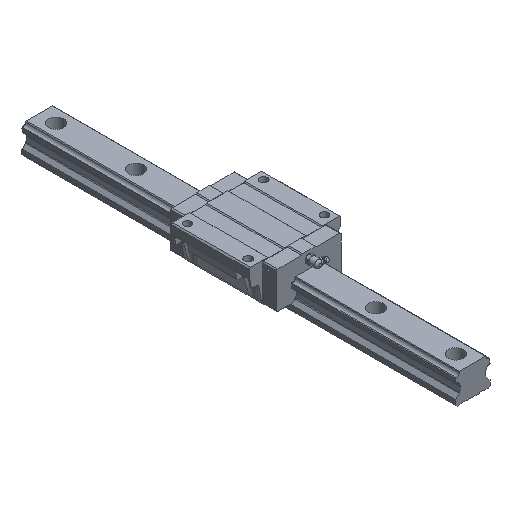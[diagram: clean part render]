
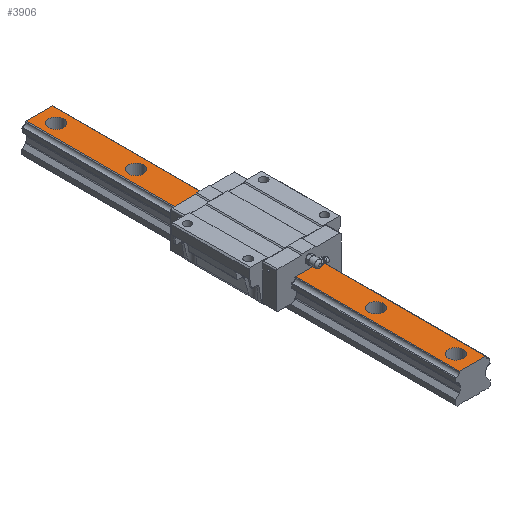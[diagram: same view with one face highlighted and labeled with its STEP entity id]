
A CAD part, isometric view. The second image highlights one B-rep face of the part: STEP entity #3906.
In plain terms, the highlighted planar face has unit normal (0, 0, 1).
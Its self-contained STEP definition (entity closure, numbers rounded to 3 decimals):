
#172=LINE('',#6909,#504);
#173=LINE('',#6913,#505);
#174=LINE('',#6915,#506);
#175=LINE('',#6917,#507);
#504=VECTOR('',#5735,1000.);
#505=VECTOR('',#5740,1000.);
#506=VECTOR('',#5741,1000.);
#507=VECTOR('',#5742,1000.);
#797=PLANE('',#5171);
#1043=ORIENTED_EDGE('',*,*,#2046,.T.);
#1044=ORIENTED_EDGE('',*,*,#2050,.T.);
#1045=ORIENTED_EDGE('',*,*,#2054,.T.);
#1046=ORIENTED_EDGE('',*,*,#2058,.T.);
#1047=ORIENTED_EDGE('',*,*,#2062,.T.);
#1048=ORIENTED_EDGE('',*,*,#2143,.T.);
#1049=ORIENTED_EDGE('',*,*,#2144,.F.);
#1050=ORIENTED_EDGE('',*,*,#2142,.F.);
#1051=ORIENTED_EDGE('',*,*,#2145,.T.);
#1052=ORIENTED_EDGE('',*,*,#2146,.T.);
#2046=EDGE_CURVE('',#2616,#2616,#3009,.T.);
#2050=EDGE_CURVE('',#2620,#2620,#3013,.T.);
#2054=EDGE_CURVE('',#2624,#2624,#3017,.T.);
#2058=EDGE_CURVE('',#2628,#2628,#3021,.T.);
#2062=EDGE_CURVE('',#2632,#2632,#3025,.T.);
#2142=EDGE_CURVE('',#2687,#2686,#172,.T.);
#2143=EDGE_CURVE('',#2688,#2688,#3043,.T.);
#2144=EDGE_CURVE('',#2686,#2689,#173,.T.);
#2145=EDGE_CURVE('',#2687,#2690,#174,.T.);
#2146=EDGE_CURVE('',#2690,#2689,#175,.T.);
#2616=VERTEX_POINT('',#6704);
#2620=VERTEX_POINT('',#6715);
#2624=VERTEX_POINT('',#6726);
#2628=VERTEX_POINT('',#6737);
#2632=VERTEX_POINT('',#6748);
#2686=VERTEX_POINT('',#6906);
#2687=VERTEX_POINT('',#6908);
#2688=VERTEX_POINT('',#6912);
#2689=VERTEX_POINT('',#6914);
#2690=VERTEX_POINT('',#6916);
#3009=CIRCLE('',#5099,10.);
#3013=CIRCLE('',#5106,10.);
#3017=CIRCLE('',#5113,10.);
#3021=CIRCLE('',#5120,10.);
#3025=CIRCLE('',#5127,10.);
#3043=CIRCLE('',#5172,10.);
#3248=EDGE_LOOP('',(#1043));
#3249=EDGE_LOOP('',(#1044));
#3250=EDGE_LOOP('',(#1045));
#3251=EDGE_LOOP('',(#1046));
#3252=EDGE_LOOP('',(#1047));
#3253=EDGE_LOOP('',(#1048));
#3254=EDGE_LOOP('',(#1049,#1050,#1051,#1052));
#3545=FACE_BOUND('',#3248,.T.);
#3546=FACE_BOUND('',#3249,.T.);
#3547=FACE_BOUND('',#3250,.T.);
#3548=FACE_BOUND('',#3251,.T.);
#3549=FACE_BOUND('',#3252,.T.);
#3550=FACE_BOUND('',#3253,.T.);
#3551=FACE_BOUND('',#3254,.T.);
#3906=ADVANCED_FACE('',(#3545,#3546,#3547,#3548,#3549,#3550,#3551),#797,
 .T.);
#5099=AXIS2_PLACEMENT_3D('',#6703,#5529,#5530);
#5106=AXIS2_PLACEMENT_3D('',#6714,#5543,#5544);
#5113=AXIS2_PLACEMENT_3D('',#6725,#5557,#5558);
#5120=AXIS2_PLACEMENT_3D('',#6736,#5571,#5572);
#5127=AXIS2_PLACEMENT_3D('',#6747,#5585,#5586);
#5171=AXIS2_PLACEMENT_3D('',#6910,#5736,#5737);
#5172=AXIS2_PLACEMENT_3D('',#6911,#5738,#5739);
#5529=DIRECTION('',(0.,0.,-1.));
#5530=DIRECTION('',(1.,0.,0.));
#5543=DIRECTION('',(0.,0.,-1.));
#5544=DIRECTION('',(1.,0.,0.));
#5557=DIRECTION('',(0.,0.,-1.));
#5558=DIRECTION('',(1.,0.,0.));
#5571=DIRECTION('',(0.,0.,-1.));
#5572=DIRECTION('',(1.,0.,0.));
#5585=DIRECTION('',(0.,0.,-1.));
#5586=DIRECTION('',(1.,0.,0.));
#5735=DIRECTION('',(0.,1.,0.));
#5736=DIRECTION('',(0.,0.,1.));
#5737=DIRECTION('',(1.,0.,0.));
#5738=DIRECTION('',(0.,0.,-1.));
#5739=DIRECTION('',(1.,0.,0.));
#5740=DIRECTION('',(1.,0.,0.));
#5741=DIRECTION('',(1.,0.,0.));
#5742=DIRECTION('',(0.,1.,0.));
#6703=CARTESIAN_POINT('',(0.,-262.5,38.));
#6704=CARTESIAN_POINT('',(10.,-262.5,38.));
#6714=CARTESIAN_POINT('',(0.,-157.5,38.));
#6715=CARTESIAN_POINT('',(10.,-157.5,38.));
#6725=CARTESIAN_POINT('',(0.,-52.5,38.));
#6726=CARTESIAN_POINT('',(10.,-52.5,38.));
#6736=CARTESIAN_POINT('',(0.,52.5,38.));
#6737=CARTESIAN_POINT('',(10.,52.5,38.));
#6747=CARTESIAN_POINT('',(0.,157.5,38.));
#6748=CARTESIAN_POINT('',(10.,157.5,38.));
#6906=CARTESIAN_POINT('',(-17.148,285.,38.));
#6908=CARTESIAN_POINT('',(-17.148,-285.,38.));
#6909=CARTESIAN_POINT('',(-17.148,-285.,38.));
#6910=CARTESIAN_POINT('',(-17.148,-285.,38.));
#6911=CARTESIAN_POINT('',(0.,262.5,38.));
#6912=CARTESIAN_POINT('',(10.,262.5,38.));
#6913=CARTESIAN_POINT('',(-17.148,285.,38.));
#6914=CARTESIAN_POINT('',(17.148,285.,38.));
#6915=CARTESIAN_POINT('',(-17.148,-285.,38.));
#6916=CARTESIAN_POINT('',(17.148,-285.,38.));
#6917=CARTESIAN_POINT('',(17.148,-285.,38.));
